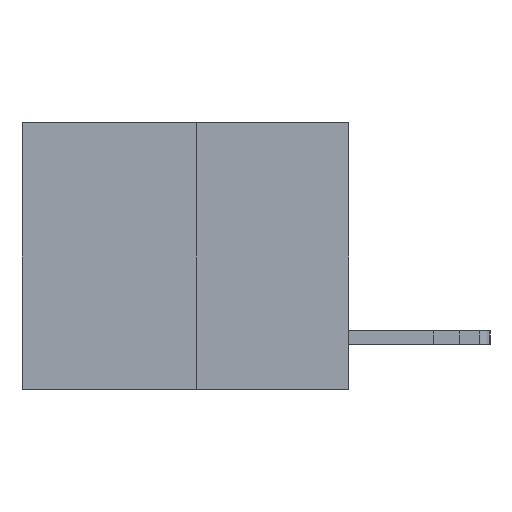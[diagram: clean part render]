
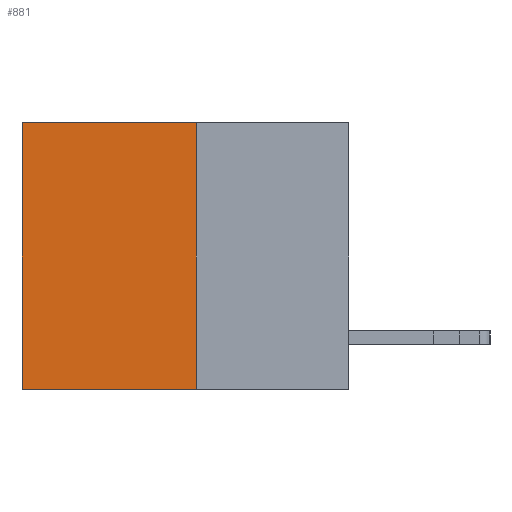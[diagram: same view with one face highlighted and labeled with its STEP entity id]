
A CAD part, left-side view. The second image highlights one B-rep face of the part: STEP entity #881.
In plain terms, the highlighted planar face has unit normal (-1, 0, 0).
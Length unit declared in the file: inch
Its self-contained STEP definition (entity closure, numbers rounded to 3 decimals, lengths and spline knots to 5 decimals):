
#369 = DIRECTION ( 'NONE',  ( 0., 0., -1. ) ) ;
#772 = CARTESIAN_POINT ( 'NONE',  ( 0.3165, 0.6, 0. ) ) ;
#881 = ADVANCED_FACE ( 'NONE', ( #3761 ), #13672, .F. ) ;
#1098 = CARTESIAN_POINT ( 'NONE',  ( 0.3165, 0.28, 0. ) ) ;
#1172 = EDGE_CURVE ( 'NONE', #14705, #15178, #17038, .T. ) ;
#1318 = LINE ( 'NONE', #1098, #18612 ) ;
#1517 = DIRECTION ( 'NONE',  ( 1., 0., 0. ) ) ;
#2114 = ORIENTED_EDGE ( 'NONE', *, *, #9399, .F. ) ;
#2255 = LINE ( 'NONE', #18611, #3194 ) ;
#3194 = VECTOR ( 'NONE', #11677, 39.37008 ) ;
#3502 = VECTOR ( 'NONE', #18545, 39.37008 ) ;
#3761 = FACE_OUTER_BOUND ( 'NONE', #15862, .T. ) ;
#4923 = ORIENTED_EDGE ( 'NONE', *, *, #10055, .T. ) ;
#7196 = DIRECTION ( 'NONE',  ( 0., 0., -1. ) ) ;
#9399 = EDGE_CURVE ( 'NONE', #15178, #13649, #2255, .T. ) ;
#9401 = EDGE_CURVE ( 'NONE', #14705, #17994, #1318, .T. ) ;
#9726 = CARTESIAN_POINT ( 'NONE',  ( 0.3165, 0.28, 0. ) ) ;
#10055 = EDGE_CURVE ( 'NONE', #17994, #13649, #18663, .T. ) ;
#10184 = AXIS2_PLACEMENT_3D ( 'NONE', #13421, #1517, #369 ) ;
#11677 = DIRECTION ( 'NONE',  ( 0., 1., 0. ) ) ;
#12095 = VECTOR ( 'NONE', #7196, 39.37008 ) ;
#12224 = ORIENTED_EDGE ( 'NONE', *, *, #9401, .T. ) ;
#12539 = CARTESIAN_POINT ( 'NONE',  ( 0.3165, 0.6, -0.49 ) ) ;
#13421 = CARTESIAN_POINT ( 'NONE',  ( 0.3165, 0.28, -0.49 ) ) ;
#13649 = VERTEX_POINT ( 'NONE', #12539 ) ;
#13672 = PLANE ( 'NONE',  #10184 ) ;
#14705 = VERTEX_POINT ( 'NONE', #9726 ) ;
#15178 = VERTEX_POINT ( 'NONE', #17952 ) ;
#15862 = EDGE_LOOP ( 'NONE', ( #4923, #2114, #18971, #12224 ) ) ;
#17038 = LINE ( 'NONE', #18743, #3502 ) ;
#17456 = CARTESIAN_POINT ( 'NONE',  ( 0.3165, 0.6, -0.49 ) ) ;
#17952 = CARTESIAN_POINT ( 'NONE',  ( 0.3165, 0.28, -0.49 ) ) ;
#17994 = VERTEX_POINT ( 'NONE', #772 ) ;
#18545 = DIRECTION ( 'NONE',  ( 0., 0., -1. ) ) ;
#18611 = CARTESIAN_POINT ( 'NONE',  ( 0.3165, 0.28, -0.49 ) ) ;
#18612 = VECTOR ( 'NONE', #18999, 39.37008 ) ;
#18663 = LINE ( 'NONE', #17456, #12095 ) ;
#18743 = CARTESIAN_POINT ( 'NONE',  ( 0.3165, 0.28, -0.49 ) ) ;
#18971 = ORIENTED_EDGE ( 'NONE', *, *, #1172, .F. ) ;
#18999 = DIRECTION ( 'NONE',  ( 0., 1., 0. ) ) ;
